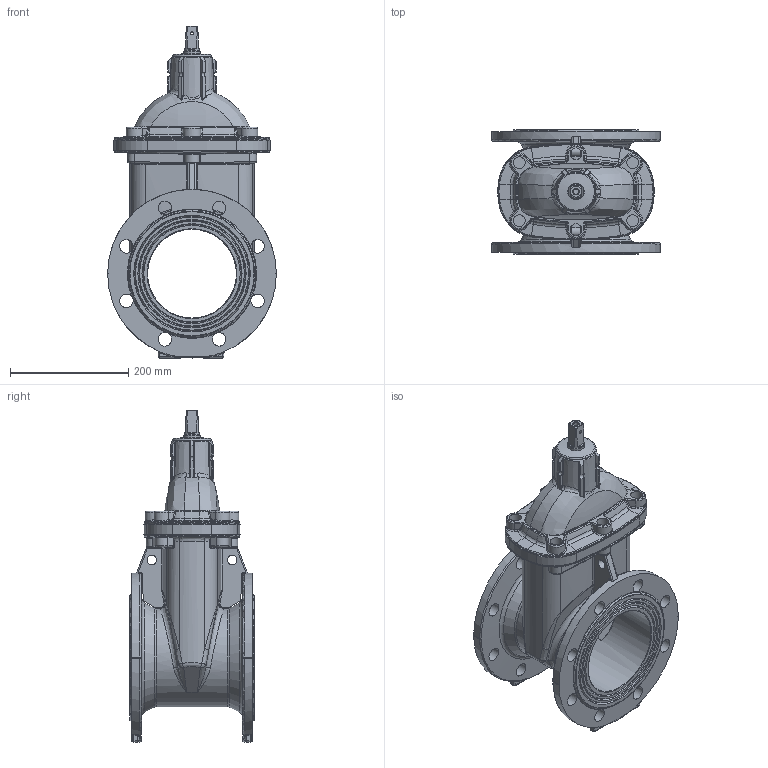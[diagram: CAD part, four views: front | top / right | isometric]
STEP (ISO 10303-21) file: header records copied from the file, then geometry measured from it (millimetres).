
FILE_DESCRIPTION (( 'STEP AP203' ), '1' );
FILE_NAME ('Gate Valve DN 150 .STEP', '2016-12-15T13:13:23', ( '' ), ( '' ), 'SwSTEP 2.0', 'SolidWorks 2015', '' );
FILE_SCHEMA (( 'CONFIG_CONTROL_DESIGN' ));
Length unit declared in the file: millimetre
Products named in the file (1): Gate Valve DN 150 
Bounding box: 284.99 x 210 x 560.85 mm (x, y, z)
Surface area: 597023.3 mm2 (no closed solid volume)
Topology: 0 solids, 5 shells, 812 faces, 2208 edges, 1306 vertices
Faces by surface type: bspline 384, cylinder 204, plane 106, torus 66, cone 36, sphere 16
Full cylindrical faces by diameter (mm): 5 x2, 8.8 x1, 16 x2, 20 x6, 23 x16, 27 x1, 28 x1, 66 x1, 150 x1
Entity records: 45253 total; most frequent: CARTESIAN_POINT 28711, ORIENTED_EDGE 3890, DIRECTION 2720, EDGE_CURVE 2059, VERTEX_POINT 1275, AXIS2_PLACEMENT_3D 1184, EDGE_LOOP 916, FACE_OUTER_BOUND 849
